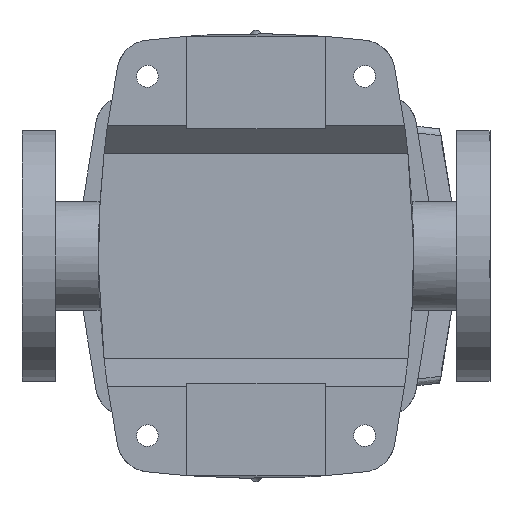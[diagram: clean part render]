
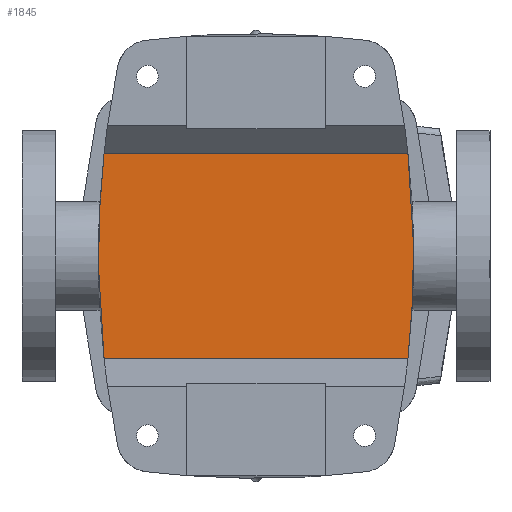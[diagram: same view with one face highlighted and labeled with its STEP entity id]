
A CAD part, front view. The second image highlights one B-rep face of the part: STEP entity #1845.
In plain terms, the highlighted free-form (B-spline) face has degree [1, 1] with [2, 2] control points.
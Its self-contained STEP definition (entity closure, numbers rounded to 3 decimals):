
#1800 = VERTEX_POINT('',#1801);
#1801 = CARTESIAN_POINT('',(-124.428,-61.601,
    84.187));
#1807 = EDGE_CURVE('',#1808,#1800,#1810,.T.);
#1808 = VERTEX_POINT('',#1809);
#1809 = CARTESIAN_POINT('',(124.428,-61.601,
    84.187));
#1810 = B_SPLINE_CURVE_WITH_KNOTS('',1,(#1811,#1812),.UNSPECIFIED.,.F.,
  .F.,(2,2),(-90.896,90.896),.PIECEWISE_BEZIER_KNOTS.);
#1811 = CARTESIAN_POINT('',(124.428,-61.601,
    84.187));
#1812 = CARTESIAN_POINT('',(-124.428,-61.601,
    84.187));
#1845 = ADVANCED_FACE('',(#1846),#1870,.F.);
#1846 = FACE_BOUND('',#1847,.T.);
#1847 = EDGE_LOOP('',(#1848,#1856,#1863,#1869));
#1848 = ORIENTED_EDGE('',*,*,#1849,.F.);
#1849 = EDGE_CURVE('',#1850,#1800,#1852,.T.);
#1850 = VERTEX_POINT('',#1851);
#1851 = CARTESIAN_POINT('',(-124.428,-61.601,
    -84.187));
#1852 = ( BOUNDED_CURVE() B_SPLINE_CURVE(2,(#1853,#1854,#1855),
.UNSPECIFIED.,.F.,.F.) B_SPLINE_CURVE_WITH_KNOTS((3,3),(3.234,
3.452),.PIECEWISE_BEZIER_KNOTS.) CURVE() 
GEOMETRIC_REPRESENTATION_ITEM() RATIONAL_B_SPLINE_CURVE((1.,
0.994,1.)) REPRESENTATION_ITEM('') );
#1853 = CARTESIAN_POINT('',(-124.428,-61.601,
    -84.187));
#1854 = CARTESIAN_POINT('',(-133.638,-61.601,
    0.));
#1855 = CARTESIAN_POINT('',(-124.428,-61.601,
    84.187));
#1856 = ORIENTED_EDGE('',*,*,#1857,.F.);
#1857 = EDGE_CURVE('',#1858,#1850,#1860,.T.);
#1858 = VERTEX_POINT('',#1859);
#1859 = CARTESIAN_POINT('',(124.428,-61.601,
    -84.187));
#1860 = B_SPLINE_CURVE_WITH_KNOTS('',1,(#1861,#1862),.UNSPECIFIED.,.F.,
  .F.,(2,2),(-90.896,90.896),.PIECEWISE_BEZIER_KNOTS.);
#1861 = CARTESIAN_POINT('',(124.428,-61.601,
    -84.187));
#1862 = CARTESIAN_POINT('',(-124.428,-61.601,
    -84.187));
#1863 = ORIENTED_EDGE('',*,*,#1864,.F.);
#1864 = EDGE_CURVE('',#1808,#1858,#1865,.T.);
#1865 = ( BOUNDED_CURVE() B_SPLINE_CURVE(2,(#1866,#1867,#1868),
.UNSPECIFIED.,.F.,.F.) B_SPLINE_CURVE_WITH_KNOTS((3,3),(3.234,
3.452),.PIECEWISE_BEZIER_KNOTS.) CURVE() 
GEOMETRIC_REPRESENTATION_ITEM() RATIONAL_B_SPLINE_CURVE((1.,
0.994,1.)) REPRESENTATION_ITEM('') );
#1866 = CARTESIAN_POINT('',(124.428,-61.601,
    84.187));
#1867 = CARTESIAN_POINT('',(133.638,-61.601,
    0.));
#1868 = CARTESIAN_POINT('',(124.428,-61.601,
    -84.187));
#1869 = ORIENTED_EDGE('',*,*,#1807,.T.);
#1870 = B_SPLINE_SURFACE_WITH_KNOTS('',1,1,(
    (#1871,#1872)
    ,(#1873,#1874
  )),.UNSPECIFIED.,.F.,.F.,.F.,(2,2),(2,2),(-94.25,94.25),(-61.5,61.5),
  .PIECEWISE_BEZIER_KNOTS.);
#1871 = CARTESIAN_POINT('',(-129.019,-61.601,
    84.187));
#1872 = CARTESIAN_POINT('',(-129.019,-61.601,
    -84.187));
#1873 = CARTESIAN_POINT('',(129.019,-61.601,
    84.187));
#1874 = CARTESIAN_POINT('',(129.019,-61.601,
    -84.187));
